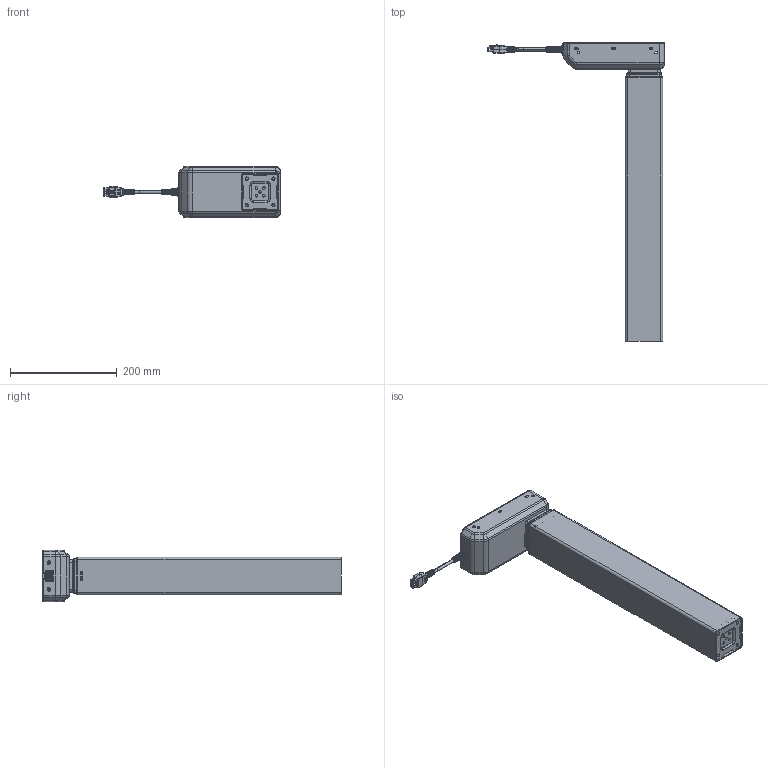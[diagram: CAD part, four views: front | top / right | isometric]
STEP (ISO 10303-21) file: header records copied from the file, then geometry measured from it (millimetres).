
FILE_DESCRIPTION (( 'STEP AP214' ), '1' );
FILE_NAME ('DD06.STEP', '2021-01-16T18:52:13', ( '' ), ( '' ), 'SwSTEP 2.0', 'SolidWorks 2020', '' );
FILE_SCHEMA (( 'AUTOMOTIVE_DESIGN' ));
Length unit declared in the file: millimetre
Products named in the file (5): DD06.3.prt; DD06.3P03.prt; DD06.3P01.prt; DD06; DD06.3P02.prt
Assembly tree (4 placements, depth 3):
  DD06
    DD06.3.prt
      DD06.3P03.prt
      DD06.3P02.prt
      DD06.3P01.prt
Bounding box: 331.1 x 560 x 96 mm (x, y, z)
Volume: 762345.2 mm3; surface area: 882689.4 mm2
Topology: 9 solids, 14 shells, 2926 faces, 7759 edges, 4966 vertices
Faces by surface type: plane 1922, cylinder 582, cone 198, bspline 170, torus 50, sphere 4
Entity records: 97284 total; most frequent: CARTESIAN_POINT 24867, ORIENTED_EDGE 15494, DIRECTION 14219, EDGE_CURVE 7747, LINE 5485, VECTOR 5485, VERTEX_POINT 4966, AXIS2_PLACEMENT_3D 4367
